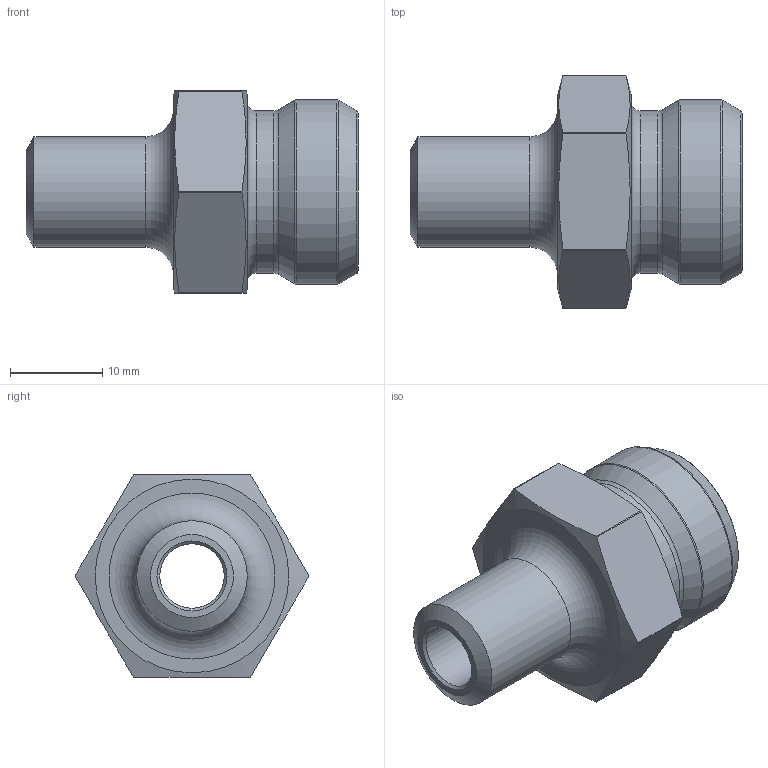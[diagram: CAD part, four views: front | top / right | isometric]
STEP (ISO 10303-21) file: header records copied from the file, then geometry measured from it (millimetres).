
FILE_DESCRIPTION(/* description */ (''),/* implementation_level */ '2;1');
FILE_NAME(/* name */ 'X-GAV1225.stp',/* time_stamp */ '2025-01-17T11:40:41+01:00',/* author */ (''),/* organization */ (''),/* preprocessor_version */ 'ST-DEVELOPER v16',/* originating_system */ 'SIEMENS PLM Software NX 10.0',/* authorisation */ '');
FILE_SCHEMA (('CONFIG_CONTROL_DESIGN'));
Length unit declared in the file: millimetre
Products named in the file (1): X-GAV1225
Bounding box: 36 x 25.37 x 22 mm (x, y, z)
Volume: 6494.6 mm3; surface area: 3462.4 mm2
Topology: 1 solids, 1 shells, 38 faces, 88 edges, 55 vertices
Faces by surface type: cylinder 11, plane 11, cone 8, torus 8
Full cylindrical faces by diameter (mm): 7 x1, 12 x1, 12.2 x1, 17.6 x1, 20 x1
Entity records: 1146 total; most frequent: CARTESIAN_POINT 345, DIRECTION 140, ORIENTED_EDGE 122, EDGE_LOOP 64, AXIS2_PLACEMENT_3D 64, EDGE_CURVE 61, FACE_BOUND 52, VERTEX_POINT 49
